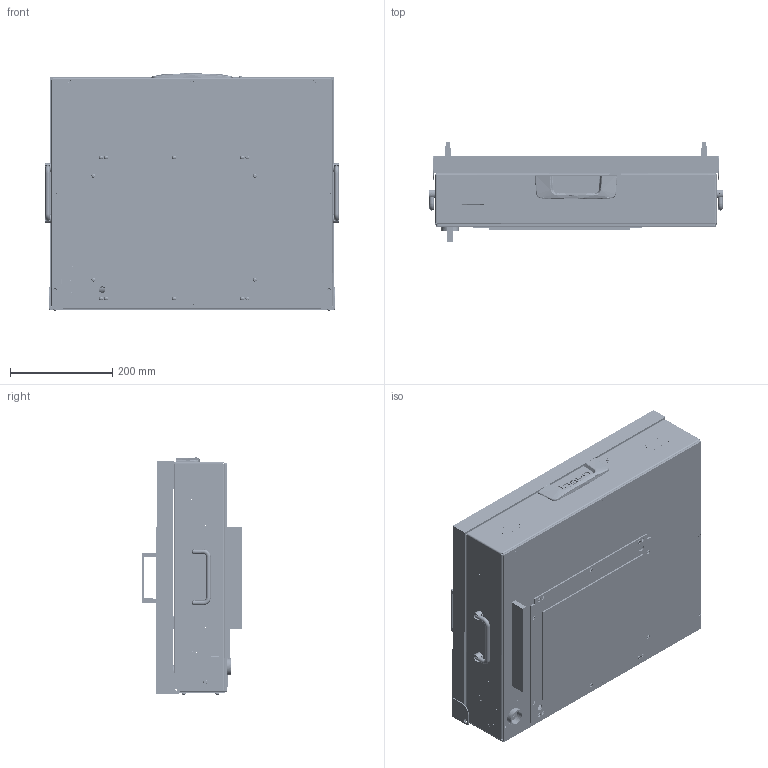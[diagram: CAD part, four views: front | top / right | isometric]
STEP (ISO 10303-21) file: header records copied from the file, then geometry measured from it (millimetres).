
FILE_DESCRIPTION (( 'STEP AP214' ), '1' );
FILE_NAME ('INGUN_114652.STEP', '2024-02-06T15:05:48', ( '' ), ( '' ), 'SwSTEP 2.0', 'SolidWorks 2021', '' );
FILE_SCHEMA (( 'AUTOMOTIVE_DESIGN' ));
Length unit declared in the file: millimetre
Products named in the file (52): 115766~0_S; 112992~2_S; 100974~1_KUNDE<S>; 111995~2_S; 19420~3; 101945~3; ISO7380~n_M04,0x008; 113686~0_S; 11657~0; 114196_001~0; 113687~0_S; 112085~8_KUNDE<S>; 31788~1_flexibel<Standard>; INGUN_114652; 112026~0_Mitte<S>; DIN912~n_M04,0x012; 107464~4_S; ISO7380~n_M04,0x006; 114196_003~0; 114364~0_S; 115289~0_S; 112024~0_S; K_02037~0_Standard ohne Dyn Punkt<Standard>; ISO7380~n_M04,0x012; 112176~0_S; 114196_004~0_S; DIN7991~n_M03,0x010 VA; 114196~0; ISO7380~n_M04,0x016; ISO7380~n_M03,0x005; 1607~1; 112087~2_S; DIN125~n_04,3 M04,0; 32171~0_S; 113483~0_S; 49317~0; 11655~0; Gewindebuchse~n_M04-07,5 offen; K_02038~0; ISO7380~n_M04,0x010 ...
Assembly tree (101 placements, depth 5):
  INGUN_114652
    113687~0_S
      113686~0_S
      32171~0_S
      112992~2_S  x2
      49317~0  x2
      114196~0  x2
        114196_001~0
        114196_002~0
        114196_003~0
        114196_004~0_S
      DIN912~n_M04,0x012
      112024~0_S
      112025~2_S
      DIN125~n_04,3 M04,0
      DIN985-A2~n_M04,0
      112026~0_Mitte<S>
      ISO7380~n_M03,0x005
      114364~0_S
    112085~8_KUNDE<S>
      115766~0_S
        112080~5_S
        Gewindebuchse~n_M04-07,5 offen  x4
      112078~3_S
      112079~7_S
      100974~1_KUNDE<S>
      1607~1  x2
      ISO7380~n_M04,0x012  x4
      112176~0_S  x2
        112087~2_S
          111995~2_S
          115289~0_S
        49317~0
      19420~3
      11657~0
      11655~0
    31788~1_flexibel<Standard>
      K_02037~0_Standard ohne Dyn Punkt<Standard>
      K_02038~0
    31788~1_flexibel<Standard>
      K_02037~0_Standard ohne Dyn Punkt<Standard>
      K_02038~0
    113615~0_S
      113614~0
      DIN125~n_04,3 M04,0  x4
      ISO7380~n_M04,0x008  x4
    113483~0_S
      101945~3
      9905~1_S
      11657~0
      11655~0
      19420~3
      107464~4_S
      DIN7991~n_M03,0x010 VA  x8
      ISO7380~n_M04,0x010  x3
      ISO7380~n_M04,0x016  x2
    50889~1_KUNDE<S>
      12834~0_KUNDE<S>
      ISO7380~n_M04,0x006  x14
Bounding box: 574 x 195.97 x 464.82 mm (x, y, z)
Volume: 6128464 mm3; surface area: 2577988.1 mm2
Topology: 99 solids, 99 shells, 4083 faces, 10059 edges, 6451 vertices
Faces by surface type: cylinder 1931, plane 1640, cone 268, torus 130, bspline 114
Entity records: 85392 total; most frequent: CARTESIAN_POINT 27641, DIRECTION 11759, ORIENTED_EDGE 11032, EDGE_CURVE 5516, AXIS2_PLACEMENT_3D 4437, VERTEX_POINT 3532, LINE 2885, VECTOR 2885
